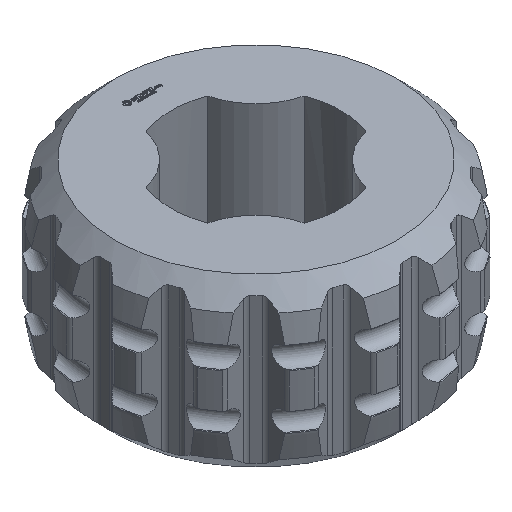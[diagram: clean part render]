
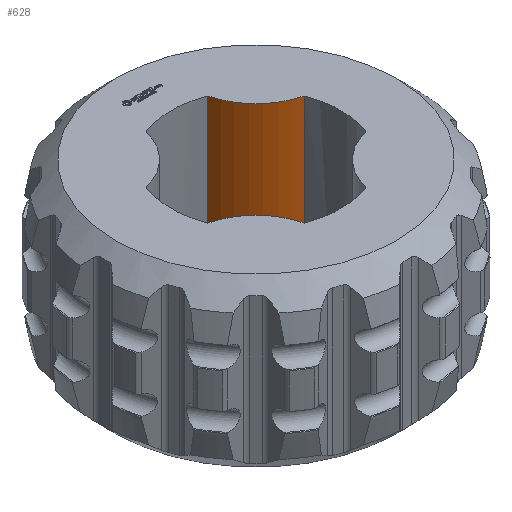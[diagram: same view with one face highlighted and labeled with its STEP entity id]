
A CAD part, isometric view. The second image highlights one B-rep face of the part: STEP entity #628.
In plain terms, the highlighted cylindrical face has radius 4.9 mm (diameter 9.8 mm), a partial arc.
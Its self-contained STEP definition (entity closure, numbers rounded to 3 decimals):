
#94 = PLANE('',#95);
#95 = AXIS2_PLACEMENT_3D('',#96,#97,#98);
#96 = CARTESIAN_POINT('',(0.,0.,3.125)
  );
#97 = DIRECTION('',(0.,0.,1.));
#98 = DIRECTION('',(1.,0.,0.));
#110 = VERTEX_POINT('',#111);
#111 = CARTESIAN_POINT('',(2.31,5.915,3.125));
#128 = CYLINDRICAL_SURFACE('',#129,6.35);
#129 = AXIS2_PLACEMENT_3D('',#130,#131,#132);
#130 = CARTESIAN_POINT('',(0.,0.,3.125));
#131 = DIRECTION('',(-0.,-0.,-1.));
#132 = DIRECTION('',(1.,0.,0.));
#286 = VERTEX_POINT('',#287);
#287 = CARTESIAN_POINT('',(5.915,2.31,3.125));
#302 = CYLINDRICAL_SURFACE('',#303,6.35);
#303 = AXIS2_PLACEMENT_3D('',#304,#305,#306);
#304 = CARTESIAN_POINT('',(0.,0.,3.125));
#305 = DIRECTION('',(-0.,-0.,-1.));
#306 = DIRECTION('',(1.,0.,0.));
#314 = EDGE_CURVE('',#110,#286,#315,.T.);
#315 = SURFACE_CURVE('',#316,(#321,#328),.PCURVE_S1.);
#316 = CIRCLE('',#317,4.9);
#317 = AXIS2_PLACEMENT_3D('',#318,#319,#320);
#318 = CARTESIAN_POINT('',(7.071,7.071,3.125));
#319 = DIRECTION('',(0.,0.,1.));
#320 = DIRECTION('',(1.,0.,0.));
#321 = PCURVE('',#94,#322);
#322 = DEFINITIONAL_REPRESENTATION('',(#323),#327);
#323 = CIRCLE('',#324,4.9);
#324 = AXIS2_PLACEMENT_2D('',#325,#326);
#325 = CARTESIAN_POINT('',(7.071,7.071));
#326 = DIRECTION('',(1.,0.));
#327 = ( GEOMETRIC_REPRESENTATION_CONTEXT(2) 
PARAMETRIC_REPRESENTATION_CONTEXT() REPRESENTATION_CONTEXT('2D SPACE',''
  ) );
#328 = PCURVE('',#329,#334);
#329 = CYLINDRICAL_SURFACE('',#330,4.9);
#330 = AXIS2_PLACEMENT_3D('',#331,#332,#333);
#331 = CARTESIAN_POINT('',(7.071,7.071,3.125));
#332 = DIRECTION('',(-0.,-0.,-1.));
#333 = DIRECTION('',(1.,0.,0.));
#334 = DEFINITIONAL_REPRESENTATION('',(#335),#339);
#335 = LINE('',#336,#337);
#336 = CARTESIAN_POINT('',(-0.,0.));
#337 = VECTOR('',#338,1.);
#338 = DIRECTION('',(-1.,0.));
#339 = ( GEOMETRIC_REPRESENTATION_CONTEXT(2) 
PARAMETRIC_REPRESENTATION_CONTEXT() REPRESENTATION_CONTEXT('2D SPACE',''
  ) );
#403 = EDGE_CURVE('',#110,#404,#406,.T.);
#404 = VERTEX_POINT('',#405);
#405 = CARTESIAN_POINT('',(2.31,5.915,12.5));
#406 = SURFACE_CURVE('',#407,(#411,#418),.PCURVE_S1.);
#407 = LINE('',#408,#409);
#408 = CARTESIAN_POINT('',(2.31,5.915,3.125));
#409 = VECTOR('',#410,1.);
#410 = DIRECTION('',(0.,0.,1.));
#411 = PCURVE('',#128,#412);
#412 = DEFINITIONAL_REPRESENTATION('',(#413),#417);
#413 = LINE('',#414,#415);
#414 = CARTESIAN_POINT('',(-1.199,0.));
#415 = VECTOR('',#416,1.);
#416 = DIRECTION('',(-0.,-1.));
#417 = ( GEOMETRIC_REPRESENTATION_CONTEXT(2) 
PARAMETRIC_REPRESENTATION_CONTEXT() REPRESENTATION_CONTEXT('2D SPACE',''
  ) );
#418 = PCURVE('',#329,#419);
#419 = DEFINITIONAL_REPRESENTATION('',(#420),#424);
#420 = LINE('',#421,#422);
#421 = CARTESIAN_POINT('',(-3.38,0.));
#422 = VECTOR('',#423,1.);
#423 = DIRECTION('',(-0.,-1.));
#424 = ( GEOMETRIC_REPRESENTATION_CONTEXT(2) 
PARAMETRIC_REPRESENTATION_CONTEXT() REPRESENTATION_CONTEXT('2D SPACE',''
  ) );
#443 = PLANE('',#444);
#444 = AXIS2_PLACEMENT_3D('',#445,#446,#447);
#445 = CARTESIAN_POINT('',(0.,0.,12.5));
#446 = DIRECTION('',(0.,0.,-1.));
#447 = DIRECTION('',(1.,0.,0.));
#628 = ADVANCED_FACE('',(#629),#329,.T.);
#629 = FACE_BOUND('',#630,.F.);
#630 = EDGE_LOOP('',(#631,#632,#633,#657));
#631 = ORIENTED_EDGE('',*,*,#314,.F.);
#632 = ORIENTED_EDGE('',*,*,#403,.T.);
#633 = ORIENTED_EDGE('',*,*,#634,.F.);
#634 = EDGE_CURVE('',#635,#404,#637,.T.);
#635 = VERTEX_POINT('',#636);
#636 = CARTESIAN_POINT('',(5.915,2.31,12.5));
#637 = SURFACE_CURVE('',#638,(#643,#650),.PCURVE_S1.);
#638 = CIRCLE('',#639,4.9);
#639 = AXIS2_PLACEMENT_3D('',#640,#641,#642);
#640 = CARTESIAN_POINT('',(7.071,7.071,12.5));
#641 = DIRECTION('',(0.,0.,-1.));
#642 = DIRECTION('',(1.,0.,0.));
#643 = PCURVE('',#329,#644);
#644 = DEFINITIONAL_REPRESENTATION('',(#645),#649);
#645 = LINE('',#646,#647);
#646 = CARTESIAN_POINT('',(-6.283,-9.375));
#647 = VECTOR('',#648,1.);
#648 = DIRECTION('',(1.,-0.));
#649 = ( GEOMETRIC_REPRESENTATION_CONTEXT(2) 
PARAMETRIC_REPRESENTATION_CONTEXT() REPRESENTATION_CONTEXT('2D SPACE',''
  ) );
#650 = PCURVE('',#443,#651);
#651 = DEFINITIONAL_REPRESENTATION('',(#652),#656);
#652 = CIRCLE('',#653,4.9);
#653 = AXIS2_PLACEMENT_2D('',#654,#655);
#654 = CARTESIAN_POINT('',(7.071,-7.071));
#655 = DIRECTION('',(1.,0.));
#656 = ( GEOMETRIC_REPRESENTATION_CONTEXT(2) 
PARAMETRIC_REPRESENTATION_CONTEXT() REPRESENTATION_CONTEXT('2D SPACE',''
  ) );
#657 = ORIENTED_EDGE('',*,*,#658,.F.);
#658 = EDGE_CURVE('',#286,#635,#659,.T.);
#659 = SURFACE_CURVE('',#660,(#664,#671),.PCURVE_S1.);
#660 = LINE('',#661,#662);
#661 = CARTESIAN_POINT('',(5.915,2.31,3.125));
#662 = VECTOR('',#663,1.);
#663 = DIRECTION('',(0.,0.,1.));
#664 = PCURVE('',#329,#665);
#665 = DEFINITIONAL_REPRESENTATION('',(#666),#670);
#666 = LINE('',#667,#668);
#667 = CARTESIAN_POINT('',(-4.474,0.));
#668 = VECTOR('',#669,1.);
#669 = DIRECTION('',(-0.,-1.));
#670 = ( GEOMETRIC_REPRESENTATION_CONTEXT(2) 
PARAMETRIC_REPRESENTATION_CONTEXT() REPRESENTATION_CONTEXT('2D SPACE',''
  ) );
#671 = PCURVE('',#302,#672);
#672 = DEFINITIONAL_REPRESENTATION('',(#673),#677);
#673 = LINE('',#674,#675);
#674 = CARTESIAN_POINT('',(-6.655,0.));
#675 = VECTOR('',#676,1.);
#676 = DIRECTION('',(-0.,-1.));
#677 = ( GEOMETRIC_REPRESENTATION_CONTEXT(2) 
PARAMETRIC_REPRESENTATION_CONTEXT() REPRESENTATION_CONTEXT('2D SPACE',''
  ) );
